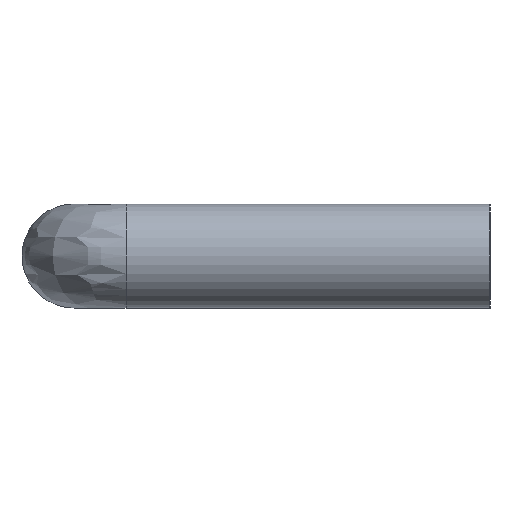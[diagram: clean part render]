
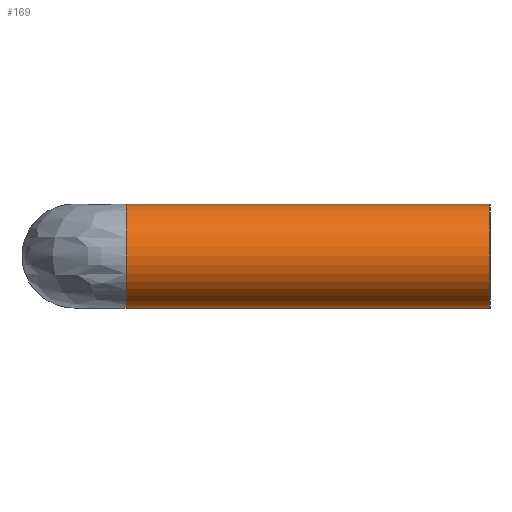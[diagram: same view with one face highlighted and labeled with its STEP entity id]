
A CAD part, left-side view. The second image highlights one B-rep face of the part: STEP entity #169.
In plain terms, the highlighted cylindrical face has radius 0.635 mm (diameter 1.27 mm), a full revolution.
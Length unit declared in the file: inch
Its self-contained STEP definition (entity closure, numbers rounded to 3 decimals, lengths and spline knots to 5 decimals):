
#73=LINE('',#379,#76);
#76=VECTOR('',#260,0.025);
#79=CYLINDRICAL_SURFACE('',#205,0.025);
#86=FACE_OUTER_BOUND('',#93,.T.);
#93=EDGE_LOOP('',(#155,#156,#157,#158,#159,#160));
#94=CIRCLE('',#191,0.025);
#95=CIRCLE('',#192,0.025);
#103=CIRCLE('',#203,0.025);
#104=CIRCLE('',#204,0.025);
#110=VERTEX_POINT('',#299);
#111=VERTEX_POINT('',#300);
#117=VERTEX_POINT('',#345);
#118=VERTEX_POINT('',#375);
#119=EDGE_CURVE('',#110,#111,#94,.T.);
#120=EDGE_CURVE('',#111,#110,#95,.T.);
#130=EDGE_CURVE('',#117,#118,#103,.T.);
#131=EDGE_CURVE('',#118,#117,#104,.T.);
#132=EDGE_CURVE('',#118,#111,#73,.T.);
#155=ORIENTED_EDGE('',*,*,#130,.F.);
#156=ORIENTED_EDGE('',*,*,#131,.F.);
#157=ORIENTED_EDGE('',*,*,#132,.T.);
#158=ORIENTED_EDGE('',*,*,#119,.F.);
#159=ORIENTED_EDGE('',*,*,#120,.F.);
#160=ORIENTED_EDGE('',*,*,#132,.F.);
#169=ADVANCED_FACE('',(#86),#79,.T.);
#191=AXIS2_PLACEMENT_3D('',#301,#228,#229);
#192=AXIS2_PLACEMENT_3D('',#302,#230,#231);
#203=AXIS2_PLACEMENT_3D('',#376,#254,#255);
#204=AXIS2_PLACEMENT_3D('',#377,#256,#257);
#205=AXIS2_PLACEMENT_3D('',#378,#258,#259);
#228=DIRECTION('center_axis',(0.,-1.,0.));
#229=DIRECTION('ref_axis',(-1.,0.,0.));
#230=DIRECTION('center_axis',(0.,-1.,0.));
#231=DIRECTION('ref_axis',(-1.,0.,0.));
#254=DIRECTION('center_axis',(0.,1.,0.));
#255=DIRECTION('ref_axis',(1.,0.,0.));
#256=DIRECTION('center_axis',(0.,1.,0.));
#257=DIRECTION('ref_axis',(1.,0.,0.));
#258=DIRECTION('center_axis',(0.,1.,0.));
#259=DIRECTION('ref_axis',(1.,0.,0.));
#260=DIRECTION('',(0.,-1.,0.));
#299=CARTESIAN_POINT('',(-0.275,-0.1,0.));
#300=CARTESIAN_POINT('',(-0.325,-0.1,0.));
#301=CARTESIAN_POINT('Origin',(-0.3,-0.1,0.));
#302=CARTESIAN_POINT('Origin',(-0.3,-0.1,0.));
#345=CARTESIAN_POINT('',(-0.275,0.075,0.));
#375=CARTESIAN_POINT('',(-0.325,0.075,0.));
#376=CARTESIAN_POINT('Origin',(-0.3,0.075,0.));
#377=CARTESIAN_POINT('Origin',(-0.3,0.075,0.));
#378=CARTESIAN_POINT('Origin',(-0.3,0.,0.));
#379=CARTESIAN_POINT('',(-0.325,0.,0.));
